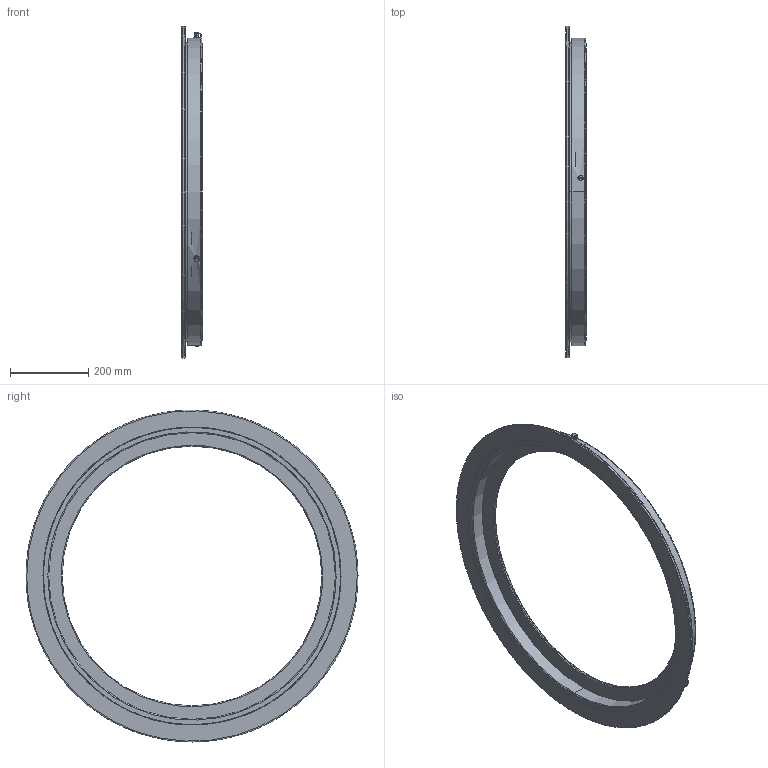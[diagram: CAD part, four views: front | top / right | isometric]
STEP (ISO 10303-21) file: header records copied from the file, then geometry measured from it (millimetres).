
FILE_DESCRIPTION (( 'STEP AP214' ), '1' );
FILE_NAME ('0014579_850N.STEP', '2015-12-10T14:14:34', ( 'install' ), ( 'Hewlett-Packard Company' ), 'SwSTEP 2.0', 'SolidWorks 2010', '' );
FILE_SCHEMA (( 'AUTOMOTIVE_DESIGN' ));
Length unit declared in the file: millimetre
Products named in the file (7): DK-751_V04; NT-0004300; KLK-1200-042_AF0; KLK-1300-042_AF0; 000012003; 0014579_850N; JS-1101-021
Assembly tree (11 placements, depth 2):
  0014579_850N
    KLK-1300-042_AF0
    JS-1101-021  x3
    000012003  x2
    NT-0004300  x3
    DK-751_V04
    KLK-1200-042_AF0
Bounding box: 52.2 x 850 x 850 mm (x, y, z)
Volume: 3617480.2 mm3; surface area: 942610 mm2
Topology: 11 solids, 11 shells, 337 faces, 882 edges, 574 vertices
Faces by surface type: cylinder 108, plane 81, cone 78, bspline 60, torus 10
Entity records: 12760 total; most frequent: CARTESIAN_POINT 5871, ORIENTED_EDGE 984, DIRECTION 928, EDGE_CURVE 492, AXIS2_PLACEMENT_3D 398, VERTEX_POINT 322, CIRCLE 236, EDGE_LOOP 220
